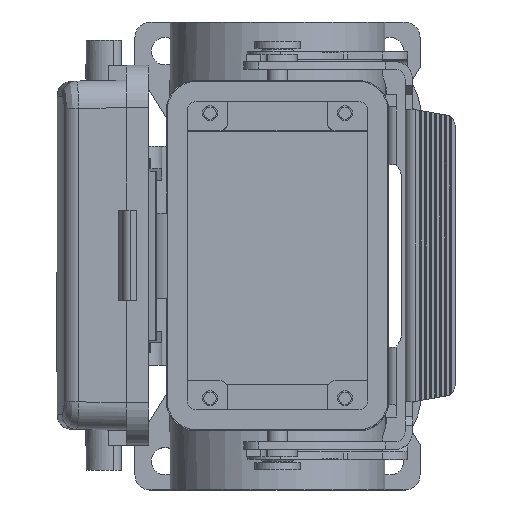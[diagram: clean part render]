
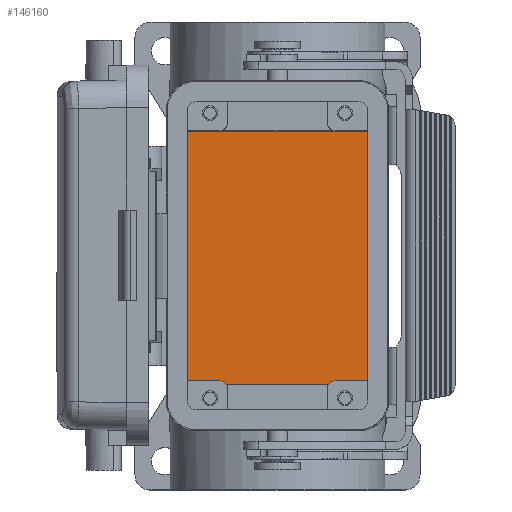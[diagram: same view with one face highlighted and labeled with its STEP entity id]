
A CAD part, top view. The second image highlights one B-rep face of the part: STEP entity #146160.
In plain terms, the highlighted planar face has unit normal (0, 0, 1).
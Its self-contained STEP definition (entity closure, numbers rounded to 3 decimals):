
#142610=CARTESIAN_POINT('',(-25.,-18.25,-60.));
#142620=DIRECTION('',(1.,0.,0.));
#142630=VECTOR('',#142620,50.);
#142640=LINE('',#142610,#142630);
#142650=CARTESIAN_POINT('',(-25.,-18.25,-60.));
#142660=VERTEX_POINT('',#142650);
#142670=CARTESIAN_POINT('',(25.,-18.25,-60.));
#142680=VERTEX_POINT('',#142670);
#142690=EDGE_CURVE('',#142660,#142680,#142640,.T.);
#143620=CARTESIAN_POINT('',(-25.75,10.201,-60.));
#143630=VERTEX_POINT('',#143620);
#143660=CARTESIAN_POINT('',(-25.75,10.201,-60.));
#143670=DIRECTION('',(0.,-1.,0.));
#143680=VECTOR('',#143670,20.402);
#143690=LINE('',#143660,#143680);
#143700=CARTESIAN_POINT('',(-25.75,-10.201,-60.));
#143710=VERTEX_POINT('',#143700);
#143720=EDGE_CURVE('',#143630,#143710,#143690,.T.);
#145300=CARTESIAN_POINT('',(25.,18.25,-60.));
#145310=VERTEX_POINT('',#145300);
#145340=CARTESIAN_POINT('',(25.,18.25,-60.));
#145350=DIRECTION('',(-1.,0.,0.));
#145360=VECTOR('',#145350,50.);
#145370=LINE('',#145340,#145360);
#145380=CARTESIAN_POINT('',(-25.,18.25,-60.));
#145390=VERTEX_POINT('',#145380);
#145400=EDGE_CURVE('',#145310,#145390,#145370,.T.);
#145630=CARTESIAN_POINT('',(-25.,11.5,-60.));
#145640=VERTEX_POINT('',#145630);
#145670=CARTESIAN_POINT('',(-26.5,11.5,-60.));
#145680=DIRECTION('',(0.,0.,-1.));
#145690=DIRECTION('',(0.,-1.,0.));
#145700=AXIS2_PLACEMENT_3D('',#145670,#145680,#145690);
#145710=CIRCLE('',#145700,1.5);
#145720=EDGE_CURVE('',#145640,#143630,#145710,.T.);
#145780=CARTESIAN_POINT('',(0.,0.,-60.));
#145790=DIRECTION('',(0.,0.,1.));
#145800=DIRECTION('',(1.,0.,0.));
#145810=AXIS2_PLACEMENT_3D('',#145780,#145790,#145800);
#145820=PLANE('',#145810);
#145830=ORIENTED_EDGE('',*,*,#145720,.T.);
#145840=CARTESIAN_POINT('',(-25.,18.25,-60.));
#145850=DIRECTION('',(0.,-1.,0.));
#145860=VECTOR('',#145850,6.75);
#145870=LINE('',#145840,#145860);
#145880=EDGE_CURVE('',#145390,#145640,#145870,.T.);
#145890=ORIENTED_EDGE('',*,*,#145880,.T.);
#145900=ORIENTED_EDGE('',*,*,#145400,.T.);
#145910=CARTESIAN_POINT('',(25.,-18.25,-60.));
#145920=DIRECTION('',(0.,1.,0.));
#145930=VECTOR('',#145920,36.5);
#145940=LINE('',#145910,#145930);
#145950=EDGE_CURVE('',#142680,#145310,#145940,.T.);
#145960=ORIENTED_EDGE('',*,*,#145950,.T.);
#145970=ORIENTED_EDGE('',*,*,#142690,.T.);
#145980=CARTESIAN_POINT('',(-25.,-11.5,-60.));
#145990=DIRECTION('',(0.,-1.,0.));
#146000=VECTOR('',#145990,6.75);
#146010=LINE('',#145980,#146000);
#146020=CARTESIAN_POINT('',(-25.,-11.5,-60.));
#146030=VERTEX_POINT('',#146020);
#146040=EDGE_CURVE('',#146030,#142660,#146010,.T.);
#146050=ORIENTED_EDGE('',*,*,#146040,.T.);
#146060=CARTESIAN_POINT('',(-26.5,-11.5,-60.));
#146070=DIRECTION('',(0.,0.,-1.));
#146080=DIRECTION('',(-1.,0.,0.));
#146090=AXIS2_PLACEMENT_3D('',#146060,#146070,#146080);
#146100=CIRCLE('',#146090,1.5);
#146110=EDGE_CURVE('',#143710,#146030,#146100,.T.);
#146120=ORIENTED_EDGE('',*,*,#146110,.T.);
#146130=ORIENTED_EDGE('',*,*,#143720,.T.);
#146140=EDGE_LOOP('',(#146130,#146120,#146050,#145970,#145960,#145900,
#145890,#145830));
#146150=FACE_OUTER_BOUND('',#146140,.T.);
#146160=ADVANCED_FACE('',(#146150),#145820,.T.);
